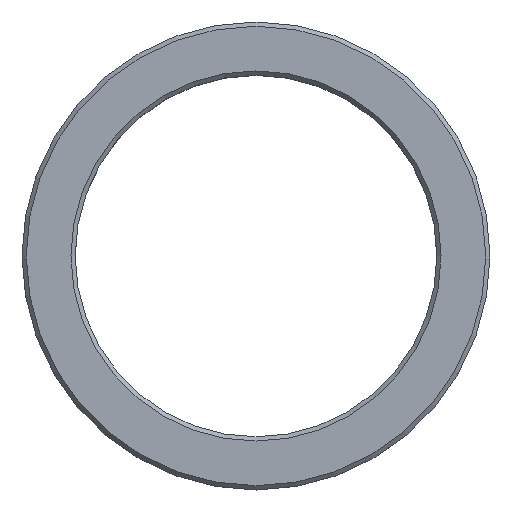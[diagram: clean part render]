
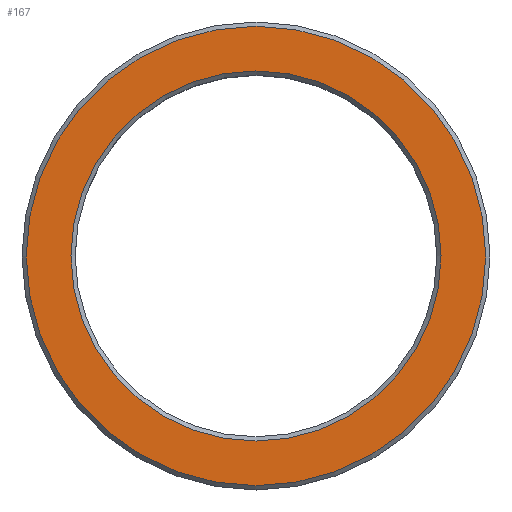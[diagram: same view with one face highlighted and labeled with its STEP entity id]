
A CAD part, top view. The second image highlights one B-rep face of the part: STEP entity #167.
In plain terms, the highlighted planar face has unit normal (0, 0, 1).
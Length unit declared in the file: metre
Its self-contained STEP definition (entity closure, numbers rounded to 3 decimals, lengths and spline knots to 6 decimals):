
#167=ADVANCED_FACE('',(#211,#212),#213,.T.);
#211=FACE_BOUND('',#3175,.T.);
#212=FACE_OUTER_BOUND('',#3176,.T.);
#213=PLANE('',#3177);
#3175=EDGE_LOOP('',(#6178));
#3176=EDGE_LOOP('',(#6179));
#3177=AXIS2_PLACEMENT_3D('',#6180,#6181,#6182);
#6178=ORIENTED_EDGE('',*,*,#6215,.T.);
#6179=ORIENTED_EDGE('',*,*,#6206,.F.);
#6180=CARTESIAN_POINT('',(0.054,0.0,0.04));
#6181=DIRECTION('',(0.0,0.,1.0));
#6182=DIRECTION('',(0.0,-1.0,0.));
#6206=EDGE_CURVE('',#6240,#6240,#6241,.T.);
#6215=EDGE_CURVE('',#6258,#6258,#6259,.T.);
#6240=VERTEX_POINT('',#6512);
#6241=CIRCLE('',#6513,0.054);
#6258=VERTEX_POINT('',#6530);
#6259=CIRCLE('',#6531,0.0435);
#6512=CARTESIAN_POINT('',(0.0,0.054,0.04));
#6513=AXIS2_PLACEMENT_3D('',#6554,#6555,#6556);
#6530=CARTESIAN_POINT('',(0.0,0.0435,0.04));
#6531=AXIS2_PLACEMENT_3D('',#6581,#6582,#6583);
#6554=CARTESIAN_POINT('',(0.0,0.0,0.04));
#6555=DIRECTION('',(0.0,0.,-1.0));
#6556=DIRECTION('',(0.0,1.0,0.));
#6581=CARTESIAN_POINT('',(0.0,0.0,0.04));
#6582=DIRECTION('',(0.0,0.,-1.0));
#6583=DIRECTION('',(0.0,1.0,0.));
